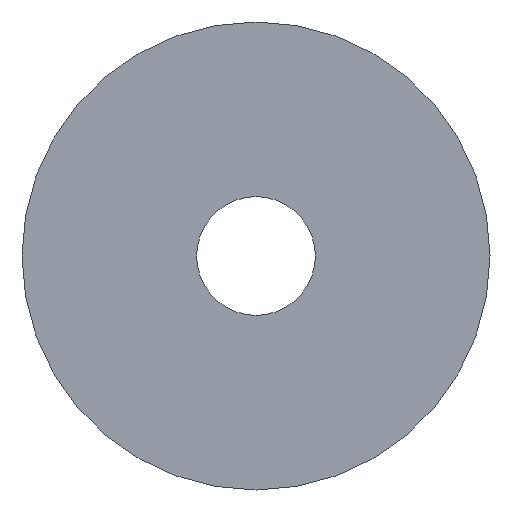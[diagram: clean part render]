
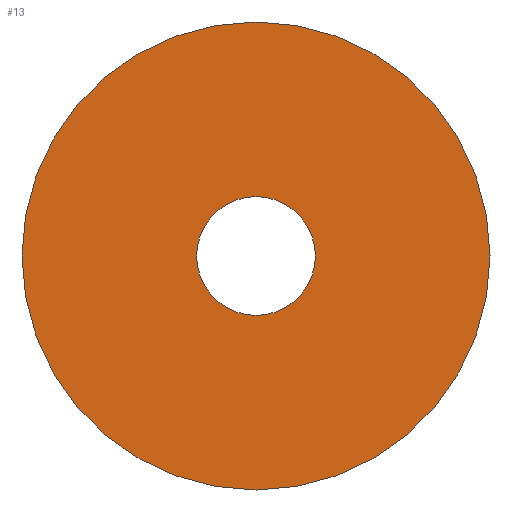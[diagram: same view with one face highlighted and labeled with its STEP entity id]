
A CAD part, front view. The second image highlights one B-rep face of the part: STEP entity #13.
In plain terms, the highlighted planar face has unit normal (0, -1, 0).
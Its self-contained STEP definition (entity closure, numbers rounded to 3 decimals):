
#1 = CIRCLE ( 'NONE', #109, 6.7 ) ;
#2 = AXIS2_PLACEMENT_3D ( 'NONE', #4, #58, #199 ) ;
#4 = CARTESIAN_POINT ( 'NONE',  ( 0., 0., 0. ) ) ;
#8 = VERTEX_POINT ( 'NONE', #39 ) ;
#10 = CARTESIAN_POINT ( 'NONE',  ( 0., 0., 6.7 ) ) ;
#13 = ADVANCED_FACE ( 'NONE', ( #102, #88 ), #21, .F. ) ;
#14 = VERTEX_POINT ( 'NONE', #98 ) ;
#19 = EDGE_CURVE ( 'NONE', #8, #177, #1, .T. ) ;
#20 = AXIS2_PLACEMENT_3D ( 'NONE', #107, #163, #34 ) ;
#21 = PLANE ( 'NONE',  #87 ) ;
#27 = ORIENTED_EDGE ( 'NONE', *, *, #175, .T. ) ;
#34 = DIRECTION ( 'NONE',  ( 0., 0., 1. ) ) ;
#38 = CIRCLE ( 'NONE', #20, 1.7 ) ;
#39 = CARTESIAN_POINT ( 'NONE',  ( 0., 0., -6.7 ) ) ;
#40 = DIRECTION ( 'NONE',  ( 0., 1., 0. ) ) ;
#41 = EDGE_CURVE ( 'NONE', #122, #14, #196, .T. ) ;
#58 = DIRECTION ( 'NONE',  ( 0., 1., 0. ) ) ;
#60 = ORIENTED_EDGE ( 'NONE', *, *, #41, .T. ) ;
#63 = EDGE_LOOP ( 'NONE', ( #27, #60 ) ) ;
#72 = CARTESIAN_POINT ( 'NONE',  ( 0., 0., 0. ) ) ;
#78 = EDGE_CURVE ( 'NONE', #177, #8, #108, .T. ) ;
#81 = AXIS2_PLACEMENT_3D ( 'NONE', #173, #85, #198 ) ;
#85 = DIRECTION ( 'NONE',  ( 0., 1., 0. ) ) ;
#87 = AXIS2_PLACEMENT_3D ( 'NONE', #156, #40, #140 ) ;
#88 = FACE_BOUND ( 'NONE', #63, .T. ) ;
#98 = CARTESIAN_POINT ( 'NONE',  ( 0., 0., -1.7 ) ) ;
#99 = ORIENTED_EDGE ( 'NONE', *, *, #19, .F. ) ;
#102 = FACE_OUTER_BOUND ( 'NONE', #130, .T. ) ;
#107 = CARTESIAN_POINT ( 'NONE',  ( 0., 0., 0. ) ) ;
#108 = CIRCLE ( 'NONE', #81, 6.7 ) ;
#109 = AXIS2_PLACEMENT_3D ( 'NONE', #72, #113, #114 ) ;
#113 = DIRECTION ( 'NONE',  ( 0., 1., 0. ) ) ;
#114 = DIRECTION ( 'NONE',  ( 0., 0., 1. ) ) ;
#122 = VERTEX_POINT ( 'NONE', #147 ) ;
#130 = EDGE_LOOP ( 'NONE', ( #99, #132 ) ) ;
#132 = ORIENTED_EDGE ( 'NONE', *, *, #78, .F. ) ;
#140 = DIRECTION ( 'NONE',  ( 0., 0., 1. ) ) ;
#147 = CARTESIAN_POINT ( 'NONE',  ( 0., 0., 1.7 ) ) ;
#156 = CARTESIAN_POINT ( 'NONE',  ( 0., 0., 0. ) ) ;
#163 = DIRECTION ( 'NONE',  ( 0., 1., 0. ) ) ;
#173 = CARTESIAN_POINT ( 'NONE',  ( 0., 0., 0. ) ) ;
#175 = EDGE_CURVE ( 'NONE', #14, #122, #38, .T. ) ;
#177 = VERTEX_POINT ( 'NONE', #10 ) ;
#196 = CIRCLE ( 'NONE', #2, 1.7 ) ;
#198 = DIRECTION ( 'NONE',  ( 0., 0., 1. ) ) ;
#199 = DIRECTION ( 'NONE',  ( 0., 0., 1. ) ) ;
